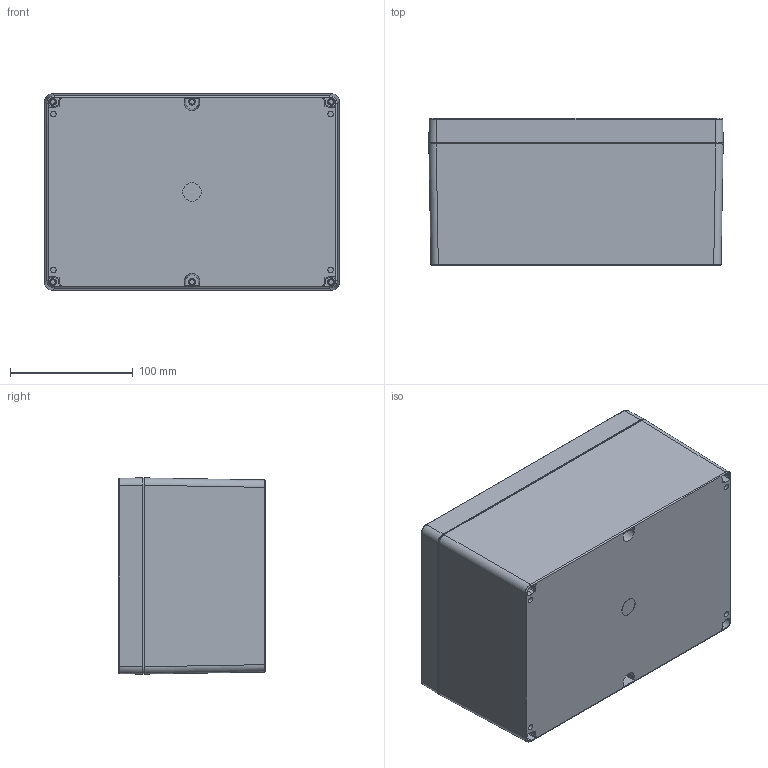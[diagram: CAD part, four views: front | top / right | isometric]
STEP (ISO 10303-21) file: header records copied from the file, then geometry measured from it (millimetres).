
FILE_DESCRIPTION (( 'STEP AP214' ), '1' );
FILE_NAME ('1554VB2GY.STEP', '2020-11-07T12:58:16', ( '' ), ( '' ), 'SwSTEP 2.0', 'SolidWorks 2019', '' );
FILE_SCHEMA (( 'AUTOMOTIVE_DESIGN' ));
Length unit declared in the file: inch
Products named in the file (8): 1554VB Box; IN100 (insert M3-0.5X5.75mm BRASS); 1554VA-VB Panel; SC583 (screw M4-0.7X 25mm PN); 1554VB2GY; IN-M4 (insert M4-0.7X5.75mm SS); 1554VA-VB Lid; 1554VA-VB GASKET
Assembly tree (20 placements, depth 2):
  1554VB2GY
    1554VB Box
    1554VA-VB Lid
    1554VA-VB Panel
    1554VA-VB GASKET
    SC583 (screw M4-0.7X 25mm PN)  x6
    IN-M4 (insert M4-0.7X5.75mm SS)  x6
    IN100 (insert M3-0.5X5.75mm BRASS)  x4
Bounding box: 240 x 120 x 160 mm (x, y, z)
Volume: 641060.6 mm3; surface area: 460278.4 mm2
Topology: 20 solids, 20 shells, 2516 faces, 6626 edges, 4331 vertices
Faces by surface type: plane 1068, bspline 669, cylinder 479, cone 300
Full cylindrical faces by diameter (mm): 2.464 x4, 3 x1, 3.251 x6, 3.48 x6, 3.81 x12, 3.85 x6, 3.912 x4, 4.2 x14, 5.334 x6, 5.537 x12, 5.61 x5, 6.35 x12, 6.5 x5, 6.9 x6, 7 x1, 15 x1
Entity records: 89831 total; most frequent: CARTESIAN_POINT 23735, ORIENTED_EDGE 9298, DIRECTION 7532, EDGE_CURVE 4649, VERTEX_POINT 3076, VECTOR 2628, LINE 2628, AXIS2_PLACEMENT_3D 2452
